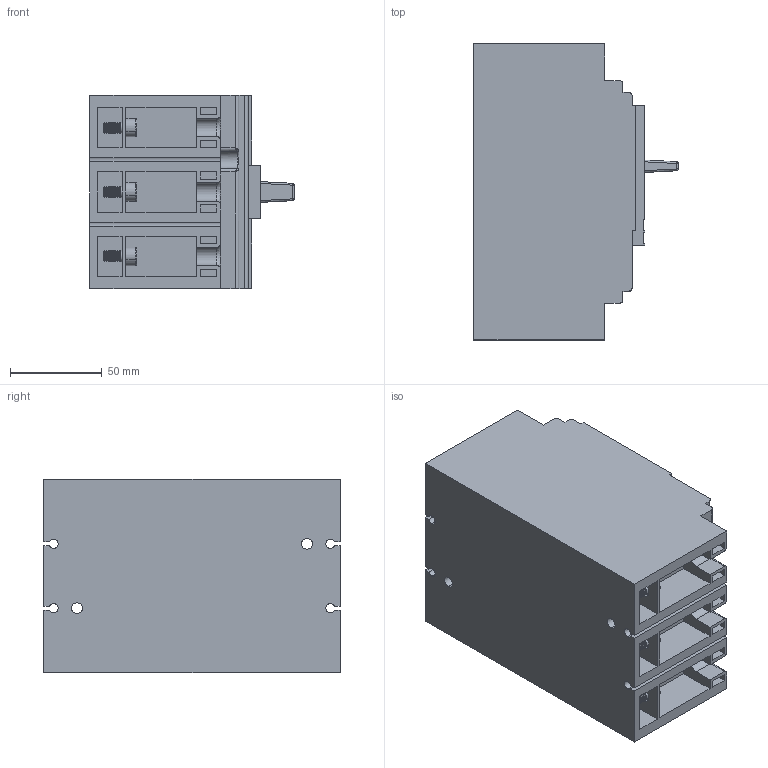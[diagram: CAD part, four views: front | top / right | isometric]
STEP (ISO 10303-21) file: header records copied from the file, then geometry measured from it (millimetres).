
FILE_DESCRIPTION (( 'STEP AP214' ), '1' );
FILE_NAME ('Âûêëþ÷àòåëè àâòîìàòè÷åñêèå ñåðèè ÂÀ-99Ñ (Compact NS) 100 I 160 I 250À.STEP', '2018-03-26T08:19:01', ( '' ), ( '' ), 'SwSTEP 2.0', 'SolidWorks 2017', '' );
FILE_SCHEMA (( 'AUTOMOTIVE_DESIGN' ));
Length unit declared in the file: millimetre
Products named in the file (3): Âûêëþ÷àòåëè àâòîìàòè÷åñêèå ñåðèè ÂÀ-99Ñ (Compact NS) 100 I 160 I 250À; EKF PROxima 臍-99娕100; socket head cap screw_din_DIN 912 M6 x 12 --- 12S
Assembly tree (7 placements, depth 2):
  Âûêëþ÷àòåëè àâòîìàòè÷åñêèå ñåðèè ÂÀ-99Ñ (Compact NS) 100 I 160 I 250À
    EKF PROxima 臍-99娕100
    socket head cap screw_din_DIN 912 M6 x 12 --- 12S  x6
Bounding box: 111 x 161 x 105 mm (x, y, z)
Volume: 1240094.6 mm3; surface area: 120013.5 mm2
Topology: 7 solids, 7 shells, 879 faces, 2021 edges, 1188 vertices
Faces by surface type: plane 383, cone 240, cylinder 208, bspline 48
Entity records: 15361 total; most frequent: CARTESIAN_POINT 3986, ORIENTED_EDGE 2342, DIRECTION 2263, EDGE_CURVE 1171, VECTOR 903, LINE 903, VERTEX_POINT 743, AXIS2_PLACEMENT_3D 680
